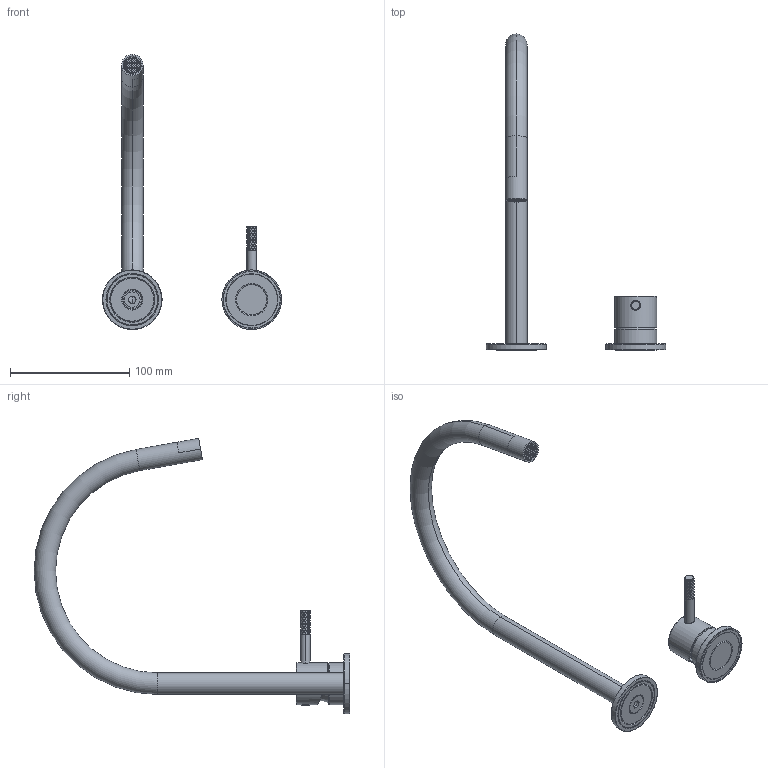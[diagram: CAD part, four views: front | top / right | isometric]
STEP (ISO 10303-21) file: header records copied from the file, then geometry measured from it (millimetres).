
FILE_DESCRIPTION((''),'2;1');
FILE_NAME('JL051CR','2025-01-22T13:28:25',('simone.bertoli'),('PAFFONI SpA'),'CREO PARAMETRIC BY PTC INC, 2022124','CREO PARAMETRIC BY PTC INC, 2022124','');
FILE_SCHEMA(('CONFIG_CONTROL_DESIGN','SHAPE_APPEARANCE_LAYERS_GROUPS'));
Length unit declared in the file: millimetre
Products named in the file (1): JL051CR
Bounding box: 150 x 264.32 x 230.29 mm (x, y, z)
Volume: 77842.3 mm3; surface area: 81145 mm2
Topology: 6 solids, 6 shells, 1359 faces, 3270 edges, 1924 vertices
Faces by surface type: bspline 570, cylinder 511, plane 188, torus 47, cone 35, sphere 8
Entity records: 66581 total; most frequent: CARTESIAN_POINT 29454, ORIENTED_EDGE 6524, DIRECTION 4097, EDGE_CURVE 3262, VERTEX_POINT 1924, EDGE_LOOP 1602, AXIS2_PLACEMENT_3D 1564, B_SPLINE_CURVE_WITH_KNOTS 1518
